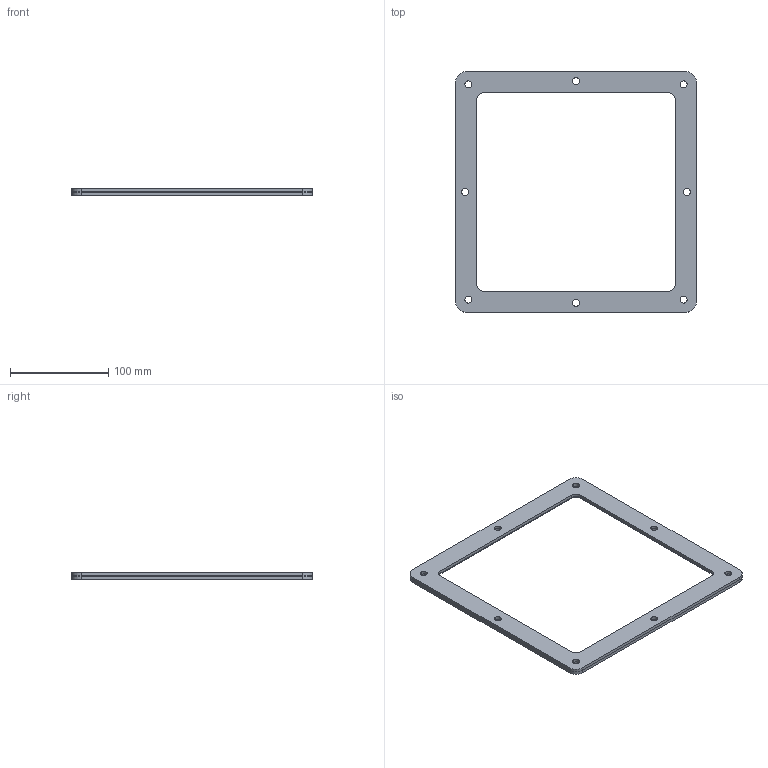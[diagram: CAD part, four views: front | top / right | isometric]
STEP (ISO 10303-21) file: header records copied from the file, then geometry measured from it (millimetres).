
FILE_DESCRIPTION (( 'STEP AP203' ), '1' );
FILE_NAME ('1487EK.step', '2024-04-25T14:41:34', ( '' ), ( '' ), 'SwSTEP 2.0', 'SolidWorks 2023', '' );
FILE_SCHEMA (( 'CONFIG_CONTROL_DESIGN' ));
Length unit declared in the file: inch
Products named in the file (1): 1487EK
Bounding box: 244.47 x 244.47 x 6.35 mm (x, y, z)
Volume: 112889.5 mm3; surface area: 83469.1 mm2
Topology: 2 solids, 2 shells, 68 faces, 192 edges, 128 vertices
Faces by surface type: cylinder 48, plane 20
Entity records: 2401 total; most frequent: DIRECTION 426, CARTESIAN_POINT 389, ORIENTED_EDGE 384, EDGE_CURVE 192, AXIS2_PLACEMENT_3D 165, VERTEX_POINT 128, EDGE_LOOP 104, VECTOR 96
